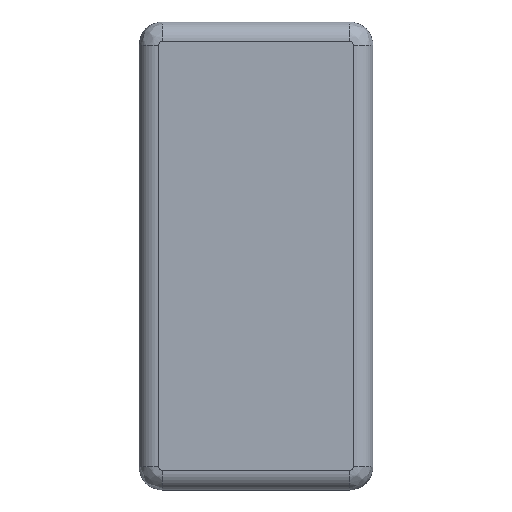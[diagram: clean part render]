
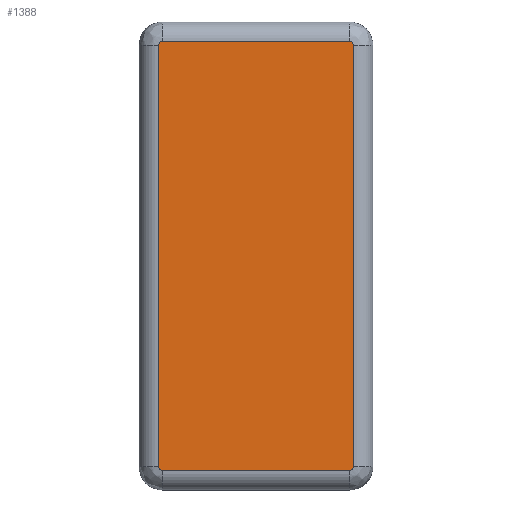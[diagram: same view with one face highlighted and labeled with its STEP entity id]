
A CAD part, top view. The second image highlights one B-rep face of the part: STEP entity #1388.
In plain terms, the highlighted planar face has unit normal (0, 0, 1).
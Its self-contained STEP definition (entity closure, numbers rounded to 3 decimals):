
#61=CIRCLE('',#1487,0.5);
#66=CIRCLE('',#1496,0.5);
#67=CIRCLE('',#1497,0.5);
#68=CIRCLE('',#1498,0.5);
#132=FACE_OUTER_BOUND('',#213,.T.);
#213=EDGE_LOOP('',(#964,#965,#966,#967,#968,#969,#970,#971));
#351=LINE('',#2146,#470);
#352=LINE('',#2148,#471);
#353=LINE('',#2152,#472);
#354=LINE('',#2155,#473);
#470=VECTOR('',#1688,1000.);
#471=VECTOR('',#1689,1000.);
#472=VECTOR('',#1692,1000.);
#473=VECTOR('',#1695,1000.);
#575=VERTEX_POINT('',#2095);
#578=VERTEX_POINT('',#2100);
#595=VERTEX_POINT('',#2143);
#596=VERTEX_POINT('',#2144);
#597=VERTEX_POINT('',#2147);
#598=VERTEX_POINT('',#2149);
#599=VERTEX_POINT('',#2151);
#600=VERTEX_POINT('',#2153);
#720=EDGE_CURVE('',#575,#578,#61,.T.);
#741=EDGE_CURVE('',#595,#596,#66,.T.);
#742=EDGE_CURVE('',#596,#575,#351,.T.);
#743=EDGE_CURVE('',#578,#597,#352,.T.);
#744=EDGE_CURVE('',#597,#598,#67,.T.);
#745=EDGE_CURVE('',#598,#599,#353,.T.);
#746=EDGE_CURVE('',#599,#600,#68,.T.);
#747=EDGE_CURVE('',#600,#595,#354,.T.);
#964=ORIENTED_EDGE('',*,*,#741,.T.);
#965=ORIENTED_EDGE('',*,*,#742,.T.);
#966=ORIENTED_EDGE('',*,*,#720,.T.);
#967=ORIENTED_EDGE('',*,*,#743,.T.);
#968=ORIENTED_EDGE('',*,*,#744,.T.);
#969=ORIENTED_EDGE('',*,*,#745,.T.);
#970=ORIENTED_EDGE('',*,*,#746,.T.);
#971=ORIENTED_EDGE('',*,*,#747,.T.);
#1349=PLANE('',#1495);
#1388=ADVANCED_FACE('',(#132),#1349,.T.);
#1487=AXIS2_PLACEMENT_3D('',#2102,#1652,#1653);
#1495=AXIS2_PLACEMENT_3D('',#2142,#1684,#1685);
#1496=AXIS2_PLACEMENT_3D('',#2145,#1686,#1687);
#1497=AXIS2_PLACEMENT_3D('',#2150,#1690,#1691);
#1498=AXIS2_PLACEMENT_3D('',#2154,#1693,#1694);
#1652=DIRECTION('center_axis',(0.,0.,
1.));
#1653=DIRECTION('ref_axis',(1.,0.,0.));
#1684=DIRECTION('center_axis',(0.,0.,
1.));
#1685=DIRECTION('ref_axis',(1.,0.,0.));
#1686=DIRECTION('center_axis',(0.,0.,
1.));
#1687=DIRECTION('ref_axis',(1.,0.,0.));
#1688=DIRECTION('',(0.,1.,0.));
#1689=DIRECTION('',(-1.,0.,0.));
#1690=DIRECTION('center_axis',(0.,0.,
1.));
#1691=DIRECTION('ref_axis',(1.,0.,0.));
#1692=DIRECTION('',(0.,-1.,0.));
#1693=DIRECTION('center_axis',(0.,0.,
1.));
#1694=DIRECTION('ref_axis',(1.,0.,0.));
#1695=DIRECTION('',(1.,0.,0.));
#2095=CARTESIAN_POINT('',(12.5,27.,3.));
#2100=CARTESIAN_POINT('',(12.,27.5,3.));
#2102=CARTESIAN_POINT('Origin',(12.,27.,3.));
#2142=CARTESIAN_POINT('Origin',(-12.,-27.,3.));
#2143=CARTESIAN_POINT('',(12.,-27.5,3.));
#2144=CARTESIAN_POINT('',(12.5,-27.,3.));
#2145=CARTESIAN_POINT('Origin',(12.,-27.,3.));
#2146=CARTESIAN_POINT('',(12.5,-27.,3.));
#2147=CARTESIAN_POINT('',(-12.,27.5,3.));
#2148=CARTESIAN_POINT('',(-12.,27.5,3.));
#2149=CARTESIAN_POINT('',(-12.5,27.,3.));
#2150=CARTESIAN_POINT('Origin',(-12.,27.,3.));
#2151=CARTESIAN_POINT('',(-12.5,-27.,3.));
#2152=CARTESIAN_POINT('',(-12.5,-27.,3.));
#2153=CARTESIAN_POINT('',(-12.,-27.5,3.));
#2154=CARTESIAN_POINT('Origin',(-12.,-27.,3.));
#2155=CARTESIAN_POINT('',(-12.,-27.5,3.));
